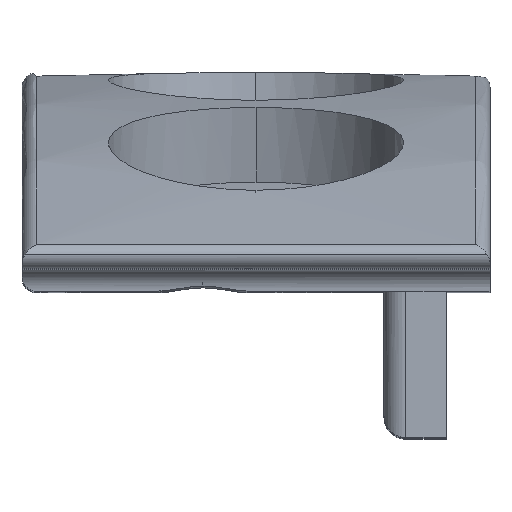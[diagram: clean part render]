
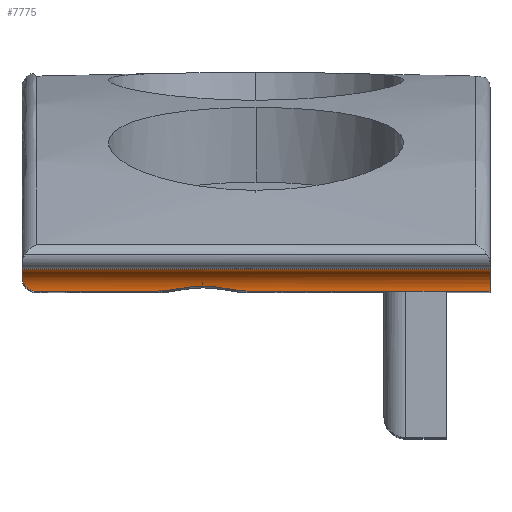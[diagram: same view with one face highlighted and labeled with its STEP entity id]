
A CAD part, top view. The second image highlights one B-rep face of the part: STEP entity #7775.
In plain terms, the highlighted cylindrical face has radius 3 mm (diameter 6 mm), a partial arc.
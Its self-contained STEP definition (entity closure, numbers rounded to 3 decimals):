
#13 = VECTOR ( 'NONE', #7483, 1000. ) ;
#209 = VERTEX_POINT ( 'NONE', #6610 ) ;
#462 = EDGE_CURVE ( 'NONE', #7060, #706, #1914, .T. ) ;
#663 = CARTESIAN_POINT ( 'NONE',  ( 1.446, 0.058, 69.998 ) ) ;
#670 = VECTOR ( 'NONE', #2720, 1000. ) ;
#706 = VERTEX_POINT ( 'NONE', #5711 ) ;
#763 = EDGE_CURVE ( 'NONE', #922, #7539, #7116, .T. ) ;
#922 = VERTEX_POINT ( 'NONE', #3526 ) ;
#958 = ORIENTED_EDGE ( 'NONE', *, *, #1003, .F. ) ;
#1003 = EDGE_CURVE ( 'NONE', #209, #7060, #3122, .T. ) ;
#1005 = CARTESIAN_POINT ( 'NONE',  ( 0.008, 1.787, 70.587 ) ) ;
#1029 = CARTESIAN_POINT ( 'NONE',  ( 18.413, 0., 70. ) ) ;
#1040 = CARTESIAN_POINT ( 'NONE',  ( 0.215, 1.089, 70.202 ) ) ;
#1105 = CARTESIAN_POINT ( 'NONE',  ( 31.073, 0., 70. ) ) ;
#1166 = FACE_OUTER_BOUND ( 'NONE', #7593, .T. ) ;
#1226 = CARTESIAN_POINT ( 'NONE',  ( 0.616, 0.549, 70.049 ) ) ;
#1264 = CARTESIAN_POINT ( 'NONE',  ( 2., 0., 70. ) ) ;
#1280 = VERTEX_POINT ( 'NONE', #5054 ) ;
#1382 = EDGE_CURVE ( 'NONE', #4984, #2958, #3650, .T. ) ;
#1405 = DIRECTION ( 'NONE',  ( 0., 0., -1. ) ) ;
#1655 = AXIS2_PLACEMENT_3D ( 'NONE', #5477, #7884, #1846 ) ;
#1684 = VECTOR ( 'NONE', #6759, 1000. ) ;
#1691 = CARTESIAN_POINT ( 'NONE',  ( 22.625, 0.542, 70.049 ) ) ;
#1696 = CARTESIAN_POINT ( 'NONE',  ( 30.002, 0., 70. ) ) ;
#1721 = ORIENTED_EDGE ( 'NONE', *, *, #4908, .F. ) ;
#1818 = CARTESIAN_POINT ( 'NONE',  ( 0.433, 0.75, 70.093 ) ) ;
#1846 = DIRECTION ( 'NONE',  ( 0., 0., -1. ) ) ;
#1848 = B_SPLINE_CURVE_WITH_KNOTS ( 'NONE', 3,
 ( #1029, #7136, #6475, #3455, #1691, #5852, #2776, #7099 ),
 .UNSPECIFIED., .F., .F.,
 ( 4, 2, 2, 4 ),
 ( 0., 0.003, 0.005, 0.006 ),
 .UNSPECIFIED. ) ;
#1859 = CARTESIAN_POINT ( 'NONE',  ( 1.065, 0.227, 70.008 ) ) ;
#1914 = CIRCLE ( 'NONE', #3962, 3. ) ;
#2141 = ORIENTED_EDGE ( 'NONE', *, *, #4169, .F. ) ;
#2151 = DIRECTION ( 'NONE',  ( 1., 0., 0. ) ) ;
#2196 = ORIENTED_EDGE ( 'NONE', *, *, #3146, .F. ) ;
#2225 = CARTESIAN_POINT ( 'NONE',  ( 24.743, 0.696, 70.082 ) ) ;
#2300 = CARTESIAN_POINT ( 'NONE',  ( 28.955, 0.189, 70.001 ) ) ;
#2336 = CARTESIAN_POINT ( 'NONE',  ( 25.275, 0.696, 70.082 ) ) ;
#2524 = CARTESIAN_POINT ( 'NONE',  ( 64., 0., 70. ) ) ;
#2624 = ORIENTED_EDGE ( 'NONE', *, *, #3911, .T. ) ;
#2720 = DIRECTION ( 'NONE',  ( -1., 0., 0. ) ) ;
#2776 = CARTESIAN_POINT ( 'NONE',  ( 24.213, 0.696, 70.082 ) ) ;
#2860 = DIRECTION ( 'NONE',  ( -1., 0., 0. ) ) ;
#2913 = CARTESIAN_POINT ( 'NONE',  ( 58., 0., 70. ) ) ;
#2958 = VERTEX_POINT ( 'NONE', #5970 ) ;
#2963 = CARTESIAN_POINT ( 'NONE',  ( 64., 0., 73. ) ) ;
#3015 = CARTESIAN_POINT ( 'NONE',  ( 64., 0., 70. ) ) ;
#3049 = CIRCLE ( 'NONE', #1655, 3. ) ;
#3122 = LINE ( 'NONE', #6643, #1684 ) ;
#3146 = EDGE_CURVE ( 'NONE', #922, #2958, #6666, .T. ) ;
#3363 = CARTESIAN_POINT ( 'NONE',  ( 64., 0., 73. ) ) ;
#3455 = CARTESIAN_POINT ( 'NONE',  ( 22.101, 0.457, 70.034 ) ) ;
#3466 = CARTESIAN_POINT ( 'NONE',  ( 0.351, 0.86, 70.123 ) ) ;
#3526 = CARTESIAN_POINT ( 'NONE',  ( 52.5, 0., 70. ) ) ;
#3650 = B_SPLINE_CURVE_WITH_KNOTS ( 'NONE', 3,
 ( #2225, #2336, #7141, #5299, #4689, #2300, #1696, #1105 ),
 .UNSPECIFIED., .F., .F.,
 ( 4, 2, 2, 4 ),
 ( 0.006, 0.008, 0.01, 0.013 ),
 .UNSPECIFIED. ) ;
#3729 = LINE ( 'NONE', #2524, #13 ) ;
#3911 = EDGE_CURVE ( 'NONE', #6756, #4984, #1848, .T. ) ;
#3921 = DIRECTION ( 'NONE',  ( -1., 0., 0. ) ) ;
#3940 = EDGE_CURVE ( 'NONE', #6756, #4641, #3729, .T. ) ;
#3957 = CARTESIAN_POINT ( 'NONE',  ( 24.743, 0.696, 70.082 ) ) ;
#3962 = AXIS2_PLACEMENT_3D ( 'NONE', #3363, #3921, #1405 ) ;
#4021 = CARTESIAN_POINT ( 'NONE',  ( 0., 2., 70.764 ) ) ;
#4058 = CARTESIAN_POINT ( 'NONE',  ( 0.076, 1.441, 70.365 ) ) ;
#4169 = EDGE_CURVE ( 'NONE', #706, #7539, #7647, .T. ) ;
#4261 = AXIS2_PLACEMENT_3D ( 'NONE', #2963, #2860, #7066 ) ;
#4641 = VERTEX_POINT ( 'NONE', #4756 ) ;
#4664 = CARTESIAN_POINT ( 'NONE',  ( 0.046, 1.56, 70.434 ) ) ;
#4689 = CARTESIAN_POINT ( 'NONE',  ( 27.382, 0.457, 70.034 ) ) ;
#4756 = CARTESIAN_POINT ( 'NONE',  ( 2., 0., 70. ) ) ;
#4908 = EDGE_CURVE ( 'NONE', #1280, #209, #3049, .T. ) ;
#4928 = CARTESIAN_POINT ( 'NONE',  ( 0.945, 0.295, 70.013 ) ) ;
#4984 = VERTEX_POINT ( 'NONE', #3957 ) ;
#5054 = CARTESIAN_POINT ( 'NONE',  ( 0., 2., 70.764 ) ) ;
#5165 = VECTOR ( 'NONE', #7258, 1000. ) ;
#5240 = CARTESIAN_POINT ( 'NONE',  ( 64., 0., 70. ) ) ;
#5243 = EDGE_CURVE ( 'NONE', #1280, #4641, #5370, .T. ) ;
#5299 = CARTESIAN_POINT ( 'NONE',  ( 26.857, 0.543, 70.049 ) ) ;
#5370 = B_SPLINE_CURVE_WITH_KNOTS ( 'NONE', 3,
 ( #4021, #6452, #1005, #4664, #4058, #6488, #1040, #3466, #1818, #1226, #5573, #4928, #1859, #663, #6124, #1264 ),
 .UNSPECIFIED., .F., .F.,
 ( 4, 2, 2, 2, 2, 2, 2, 4 ),
 ( 0., 0., 0.001, 0.001, 0.002, 0.002, 0.002, 0.003 ),
 .UNSPECIFIED. ) ;
#5477 = CARTESIAN_POINT ( 'NONE',  ( 0., 0., 73. ) ) ;
#5573 = CARTESIAN_POINT ( 'NONE',  ( 0.721, 0.456, 70.034 ) ) ;
#5711 = CARTESIAN_POINT ( 'NONE',  ( 64., 0., 70. ) ) ;
#5852 = CARTESIAN_POINT ( 'NONE',  ( 23.68, 0.662, 70.073 ) ) ;
#5970 = CARTESIAN_POINT ( 'NONE',  ( 31.073, 0., 70. ) ) ;
#6012 = VECTOR ( 'NONE', #2151, 1000. ) ;
#6025 = ORIENTED_EDGE ( 'NONE', *, *, #1382, .T. ) ;
#6035 = CYLINDRICAL_SURFACE ( 'NONE', #4261, 3. ) ;
#6124 = CARTESIAN_POINT ( 'NONE',  ( 1.721, 0., 70. ) ) ;
#6309 = ORIENTED_EDGE ( 'NONE', *, *, #462, .F. ) ;
#6452 = CARTESIAN_POINT ( 'NONE',  ( 0., 1.896, 70.671 ) ) ;
#6475 = CARTESIAN_POINT ( 'NONE',  ( 20.529, 0.189, 70.001 ) ) ;
#6488 = CARTESIAN_POINT ( 'NONE',  ( 0.16, 1.205, 70.25 ) ) ;
#6523 = CARTESIAN_POINT ( 'NONE',  ( 58., 0., 70. ) ) ;
#6610 = CARTESIAN_POINT ( 'NONE',  ( 0., 3., 73. ) ) ;
#6643 = CARTESIAN_POINT ( 'NONE',  ( 64., 3., 73. ) ) ;
#6666 = LINE ( 'NONE', #3015, #5165 ) ;
#6713 = ORIENTED_EDGE ( 'NONE', *, *, #763, .T. ) ;
#6737 = ORIENTED_EDGE ( 'NONE', *, *, #3940, .F. ) ;
#6756 = VERTEX_POINT ( 'NONE', #7519 ) ;
#6759 = DIRECTION ( 'NONE',  ( 1., 0., 0. ) ) ;
#7060 = VERTEX_POINT ( 'NONE', #7613 ) ;
#7066 = DIRECTION ( 'NONE',  ( 0., 0., 1. ) ) ;
#7099 = CARTESIAN_POINT ( 'NONE',  ( 24.743, 0.696, 70.082 ) ) ;
#7116 = LINE ( 'NONE', #2913, #6012 ) ;
#7136 = CARTESIAN_POINT ( 'NONE',  ( 19.483, 0., 70. ) ) ;
#7141 = CARTESIAN_POINT ( 'NONE',  ( 25.804, 0.662, 70.073 ) ) ;
#7258 = DIRECTION ( 'NONE',  ( -1., 0., 0. ) ) ;
#7483 = DIRECTION ( 'NONE',  ( -1., 0., 0. ) ) ;
#7519 = CARTESIAN_POINT ( 'NONE',  ( 18.413, 0., 70. ) ) ;
#7539 = VERTEX_POINT ( 'NONE', #6523 ) ;
#7593 = EDGE_LOOP ( 'NONE', ( #6737, #2624, #6025, #2196, #6713, #2141, #6309, #958, #1721, #7721 ) ) ;
#7613 = CARTESIAN_POINT ( 'NONE',  ( 64., 3., 73. ) ) ;
#7647 = LINE ( 'NONE', #5240, #670 ) ;
#7721 = ORIENTED_EDGE ( 'NONE', *, *, #5243, .T. ) ;
#7775 = ADVANCED_FACE ( 'NONE', ( #1166 ), #6035, .F. ) ;
#7884 = DIRECTION ( 'NONE',  ( 1., 0., 0. ) ) ;
